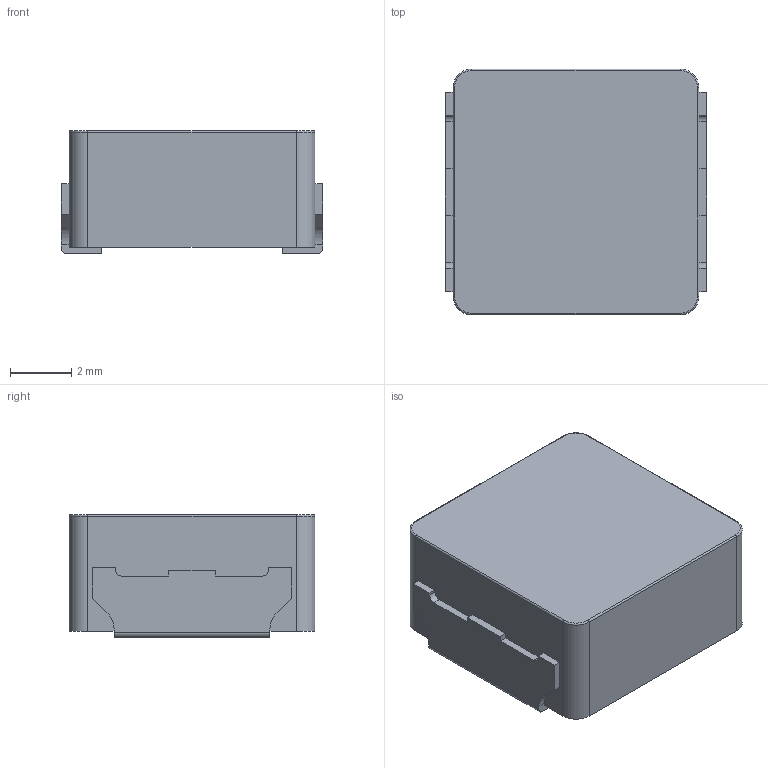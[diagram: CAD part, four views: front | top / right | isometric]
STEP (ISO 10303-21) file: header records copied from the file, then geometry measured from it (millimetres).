
FILE_DESCRIPTION(/* description */ (''),/* implementation_level */ '2;1');
FILE_NAME(/* name */ 'Panasonic - ETQP4MxxxKVK.step',/* time_stamp */ '2025-07-27T15:31:10+01:00',/* author */ (''),/* organization */ (''),/* preprocessor_version */ 'ST-DEVELOPER v20.1',/* originating_system */ 'Autodesk Translation Framework v14.10.0.0',/* authorisation */ '');
FILE_SCHEMA (('AUTOMOTIVE_DESIGN { 1 0 10303 214 3 1 1 }'));
Length unit declared in the file: millimetre
Products named in the file (1): Panasonic - ETQP4MxxxKVK
Bounding box: 8.5 x 8 x 4 mm (x, y, z)
Volume: 250.3 mm3; surface area: 257.3 mm2
Topology: 1 solids, 1 shells, 64 faces, 178 edges, 116 vertices
Faces by surface type: plane 42, cylinder 18, torus 4
Entity records: 2103 total; most frequent: CARTESIAN_POINT 359, ORIENTED_EDGE 356, DIRECTION 348, EDGE_CURVE 178, LINE 138, VECTOR 138, VERTEX_POINT 116, AXIS2_PLACEMENT_3D 105
